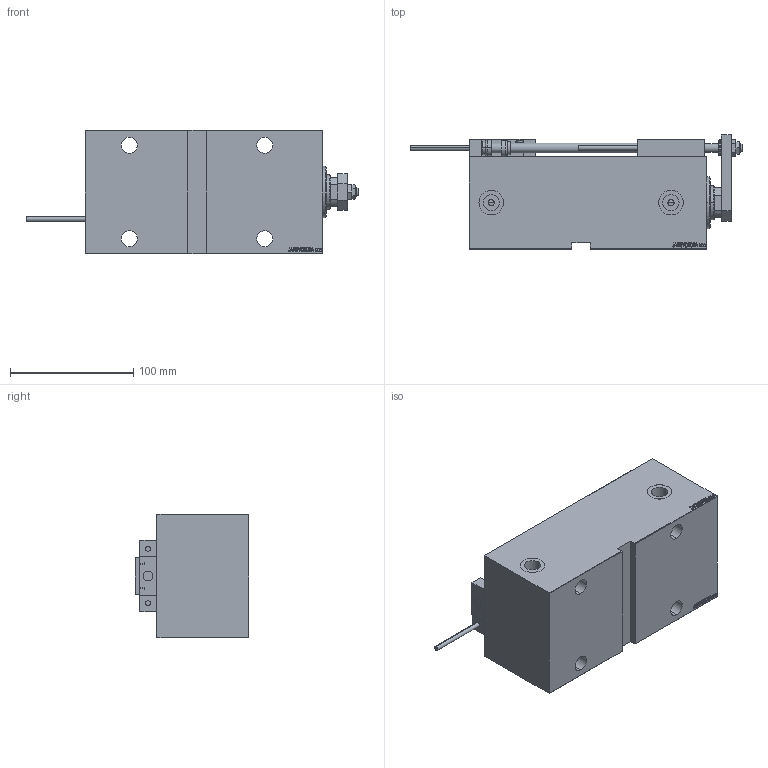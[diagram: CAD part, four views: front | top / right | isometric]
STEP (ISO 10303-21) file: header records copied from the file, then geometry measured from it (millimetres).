
FILE_DESCRIPTION (( 'STEP AP203' ), '1' );
FILE_NAME ('0287.STEP', '2021-11-01T20:26:07', ( '' ), ( '' ), 'SwSTEP 2.0', 'SolidWorks 2019', '' );
FILE_SCHEMA (( 'CONFIG_CONTROL_DESIGN' ));
Length unit declared in the file: millimetre
Products named in the file (16): KONCOVKA b8211e5604c3ef6046dfc98e8c2d799e; TYC_L79 b8211e5604c3ef6046dfc98e8c2d799e; V450CM_VC_B b8211e5604c3ef6046dfc98e8c2d799e; NUT_D10 b8211e5604c3ef6046dfc98e8c2d799e; ZARAZKA b8211e5604c3ef6046dfc98e8c2d799e; ALLEN BOLT D8 b8211e5604c3ef6046dfc98e8c2d799e; V450CM_E b8211e5604c3ef6046dfc98e8c2d799e; NUT_D12 b8211e5604c3ef6046dfc98e8c2d799e; Block b8211e5604c3ef6046dfc98e8c2d799e; 0287; SWITCH X b8211e5604c3ef6046dfc98e8c2d799e; ALLEN BOLT D5 b8211e5604c3ef6046dfc98e8c2d799e; MAGNET b8211e5604c3ef6046dfc98e8c2d799e; SWITCH_X_FRONT_BACK b8211e5604c3ef6046dfc98e8c2d799e; V450CM_E_VCP b8211e5604c3ef6046dfc98e8c2d799e; SWITCH DIM B,W b8211e5604c3ef6046dfc98e8c2d799e
Assembly tree (25 placements, depth 3):
  0287
    V450CM_E b8211e5604c3ef6046dfc98e8c2d799e
    V450CM_E_VCP b8211e5604c3ef6046dfc98e8c2d799e
    V450CM_VC_B b8211e5604c3ef6046dfc98e8c2d799e
    SWITCH X b8211e5604c3ef6046dfc98e8c2d799e
      SWITCH_X_FRONT_BACK b8211e5604c3ef6046dfc98e8c2d799e  x2
      TYC_L79 b8211e5604c3ef6046dfc98e8c2d799e
      Block b8211e5604c3ef6046dfc98e8c2d799e  x2
      ALLEN BOLT D5 b8211e5604c3ef6046dfc98e8c2d799e  x4
      ALLEN BOLT D8 b8211e5604c3ef6046dfc98e8c2d799e  x4
      MAGNET b8211e5604c3ef6046dfc98e8c2d799e  x2
      KONCOVKA b8211e5604c3ef6046dfc98e8c2d799e  x2
    SWITCH DIM B,W b8211e5604c3ef6046dfc98e8c2d799e
    ZARAZKA b8211e5604c3ef6046dfc98e8c2d799e
    NUT_D10 b8211e5604c3ef6046dfc98e8c2d799e
    NUT_D12 b8211e5604c3ef6046dfc98e8c2d799e
Bounding box: 269.7 x 92.5 x 100 mm (x, y, z)
Volume: 1259894.9 mm3; surface area: 191297.1 mm2
Topology: 24 solids, 24 shells, 1314 faces, 3147 edges, 2012 vertices
Faces by surface type: plane 577, bspline 380, cylinder 196, cone 113, torus 44, sphere 4
Entity records: 50770 total; most frequent: CARTESIAN_POINT 25643, ORIENTED_EDGE 5314, DIRECTION 3612, EDGE_CURVE 2657, VERTEX_POINT 1736, VECTOR 1526, LINE 1526, EDGE_LOOP 1229
